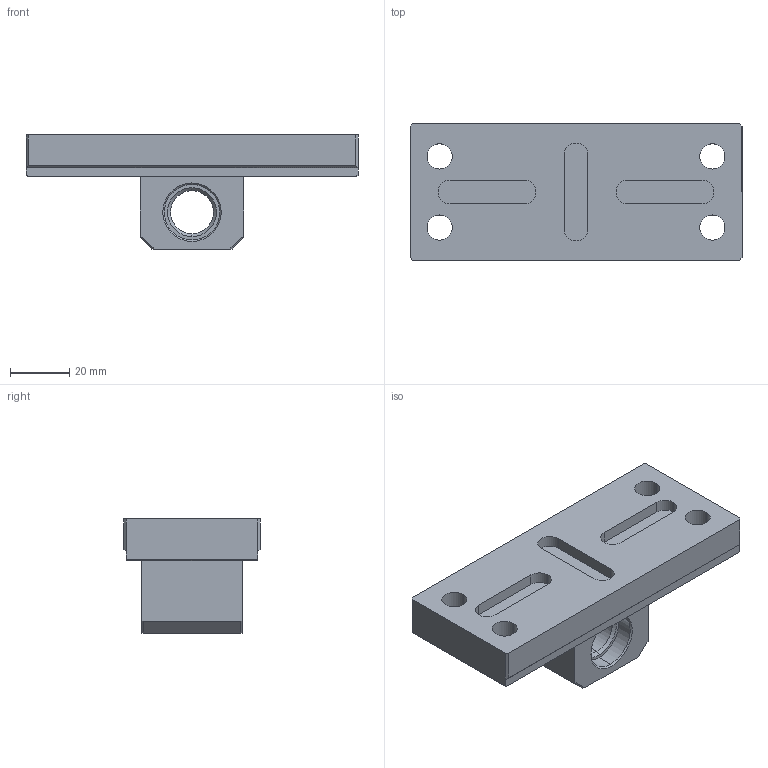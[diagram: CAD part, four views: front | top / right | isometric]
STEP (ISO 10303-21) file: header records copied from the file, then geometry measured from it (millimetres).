
FILE_DESCRIPTION (( 'STEP AP203' ), '1' );
FILE_NAME ('49771-01.STEP', '2011-04-13T11:42:31', ( 'Lang' ), ( '' ), 'SwSTEP 2.0', 'SolidWorks 2011', '' );
FILE_SCHEMA (( 'CONFIG_CONTROL_DESIGN' ));
Length unit declared in the file: millimetre
Products named in the file (1): 49771-01
Bounding box: 112 x 46 x 38.5 mm (x, y, z)
Volume: 86612.5 mm3; surface area: 21136.2 mm2
Topology: 1 solids, 1 shells, 88 faces, 208 edges, 132 vertices
Faces by surface type: plane 50, cylinder 30, cone 8
Entity records: 2617 total; most frequent: DIRECTION 454, CARTESIAN_POINT 429, ORIENTED_EDGE 416, EDGE_CURVE 208, AXIS2_PLACEMENT_3D 157, LINE 140, VECTOR 140, VERTEX_POINT 132
